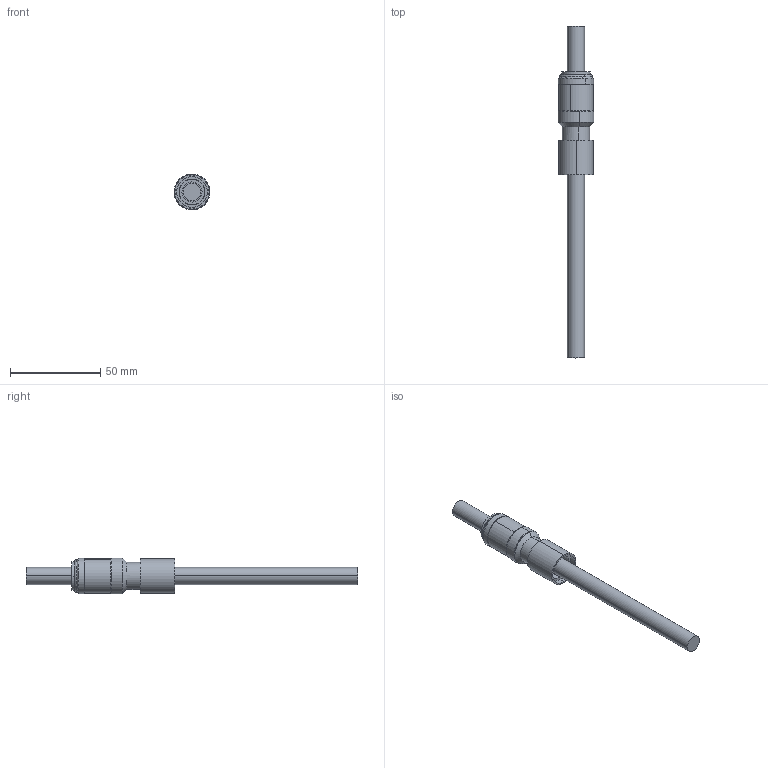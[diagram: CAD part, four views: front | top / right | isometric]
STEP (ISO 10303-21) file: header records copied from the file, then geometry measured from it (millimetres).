
FILE_DESCRIPTION (( 'STEP AP203' ), '1' );
FILE_NAME ('A0108-2-W.STEP', '2013-06-03T11:59:53', ( '' ), ( '' ), 'SwSTEP 2.0', 'SolidWorks 2012', '' );
FILE_SCHEMA (( 'CONFIG_CONTROL_DESIGN' ));
Length unit declared in the file: inch
Products named in the file (1): A0108-2-W
Bounding box: 19.92 x 184.15 x 19.92 mm (x, y, z)
Volume: 20649.9 mm3; surface area: 12392.4 mm2
Topology: 1 solids, 1 shells, 69 faces, 142 edges, 88 vertices
Faces by surface type: cylinder 36, plane 15, cone 14, torus 4
Entity records: 1927 total; most frequent: DIRECTION 374, CARTESIAN_POINT 300, ORIENTED_EDGE 284, AXIS2_PLACEMENT_3D 162, EDGE_CURVE 142, CIRCLE 92, VERTEX_POINT 88, EDGE_LOOP 82
